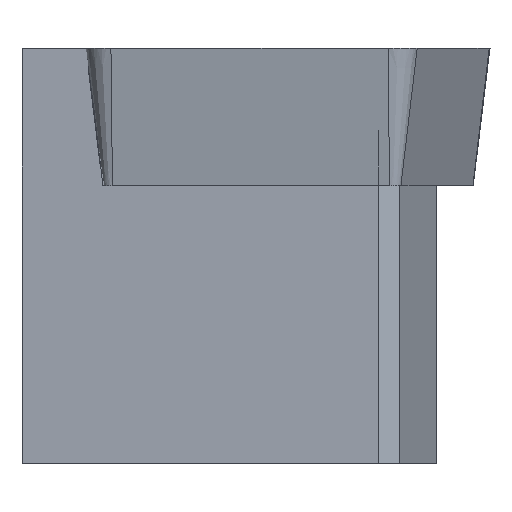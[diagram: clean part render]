
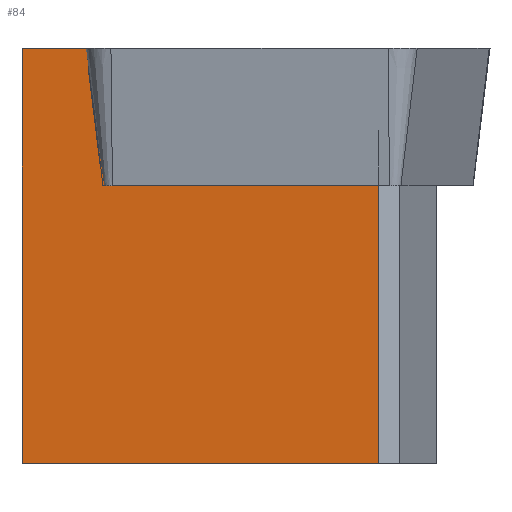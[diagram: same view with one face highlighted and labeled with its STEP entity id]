
A CAD part, left-side view. The second image highlights one B-rep face of the part: STEP entity #84.
In plain terms, the highlighted planar face has unit normal (-0.996, 0.087, 0).
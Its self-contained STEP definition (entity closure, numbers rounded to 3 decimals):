
#63=PLANE('',#414);
#84=ADVANCED_FACE('',(#104),#63,.F.);
#104=FACE_OUTER_BOUND('',#130,.T.);
#130=EDGE_LOOP('',(#262,#263,#264,#265));
#154=LINE('',#586,#188);
#155=LINE('',#589,#189);
#156=LINE('',#591,#190);
#157=LINE('',#593,#191);
#188=VECTOR('',#490,1.);
#189=VECTOR('',#491,1.);
#190=VECTOR('',#492,1.);
#191=VECTOR('',#493,1.);
#262=ORIENTED_EDGE('',*,*,#358,.T.);
#263=ORIENTED_EDGE('',*,*,#359,.T.);
#264=ORIENTED_EDGE('',*,*,#360,.F.);
#265=ORIENTED_EDGE('',*,*,#361,.T.);
#318=VERTEX_POINT('',#587);
#319=VERTEX_POINT('',#588);
#320=VERTEX_POINT('',#590);
#321=VERTEX_POINT('',#592);
#358=EDGE_CURVE('',#318,#319,#154,.T.);
#359=EDGE_CURVE('',#319,#320,#155,.T.);
#360=EDGE_CURVE('',#321,#320,#156,.T.);
#361=EDGE_CURVE('',#321,#318,#157,.T.);
#414=AXIS2_PLACEMENT_3D('',#594,#494,#495);
#490=DIRECTION('',(-0.087,-0.996,0.));
#491=DIRECTION('',(0.,0.,1.));
#492=DIRECTION('',(-0.087,-0.996,0.));
#493=DIRECTION('',(0.,0.,-1.));
#494=DIRECTION('',(0.996,-0.087,0.));
#495=DIRECTION('',(0.087,0.996,0.));
#586=CARTESIAN_POINT('',(1.6,11.258,-12.01));
#587=CARTESIAN_POINT('',(1.6,11.258,-12.01));
#588=CARTESIAN_POINT('',(0.698,0.957,-12.01));
#589=CARTESIAN_POINT('',(0.698,0.957,-0.01));
#590=CARTESIAN_POINT('',(0.698,0.957,-0.01));
#591=CARTESIAN_POINT('',(1.6,11.258,-0.01));
#592=CARTESIAN_POINT('',(1.6,11.258,-0.01));
#593=CARTESIAN_POINT('',(1.6,11.258,-0.01));
#594=CARTESIAN_POINT('',(1.6,11.258,-0.01));
